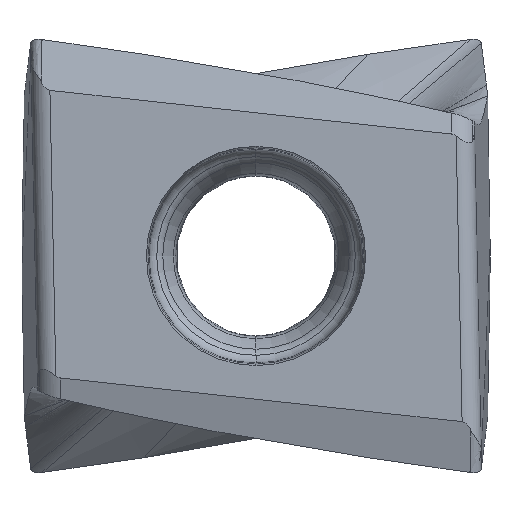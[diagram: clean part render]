
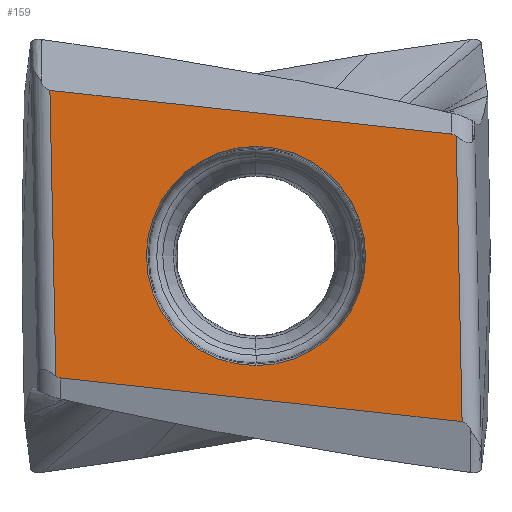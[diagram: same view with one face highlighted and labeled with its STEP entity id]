
A CAD part, front view. The second image highlights one B-rep face of the part: STEP entity #159.
In plain terms, the highlighted planar face has unit normal (0, -1, 0).
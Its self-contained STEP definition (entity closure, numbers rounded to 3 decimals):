
#109=PLANE('',#2319);
#131=FACE_BOUND('',#405,.T.);
#132=FACE_BOUND('',#406,.T.);
#159=ADVANCED_FACE('',(#131,#132),#109,.T.);
#405=EDGE_LOOP('',(#755,#756,#757,#758,#759,#760));
#406=EDGE_LOOP('',(#761,#762,#763,#764));
#525=LINE('',#3047,#627);
#526=LINE('',#3049,#628);
#527=LINE('',#3058,#629);
#528=LINE('',#3060,#630);
#627=VECTOR('',#2499,1.);
#628=VECTOR('',#2500,1.);
#629=VECTOR('',#2501,1.);
#630=VECTOR('',#2502,1.);
#755=ORIENTED_EDGE('',*,*,#1603,.F.);
#756=ORIENTED_EDGE('',*,*,#1604,.T.);
#757=ORIENTED_EDGE('',*,*,#1605,.F.);
#758=ORIENTED_EDGE('',*,*,#1606,.F.);
#759=ORIENTED_EDGE('',*,*,#1607,.T.);
#760=ORIENTED_EDGE('',*,*,#1608,.F.);
#761=ORIENTED_EDGE('',*,*,#1601,.T.);
#762=ORIENTED_EDGE('',*,*,#1599,.T.);
#763=ORIENTED_EDGE('',*,*,#1598,.T.);
#764=ORIENTED_EDGE('',*,*,#1602,.T.);
#1389=VERTEX_POINT('',#3028);
#1390=VERTEX_POINT('',#3030);
#1391=VERTEX_POINT('',#3032);
#1392=VERTEX_POINT('',#3036);
#1393=VERTEX_POINT('',#3045);
#1394=VERTEX_POINT('',#3046);
#1395=VERTEX_POINT('',#3048);
#1396=VERTEX_POINT('',#3050);
#1397=VERTEX_POINT('',#3057);
#1398=VERTEX_POINT('',#3059);
#1598=EDGE_CURVE('',#1390,#1389,#2156,.T.);
#1599=EDGE_CURVE('',#1391,#1390,#2157,.T.);
#1601=EDGE_CURVE('',#1392,#1391,#2159,.T.);
#1602=EDGE_CURVE('',#1389,#1392,#2160,.T.);
#1603=EDGE_CURVE('',#1393,#1394,#1931,.T.);
#1604=EDGE_CURVE('',#1393,#1395,#525,.T.);
#1605=EDGE_CURVE('',#1396,#1395,#526,.T.);
#1606=EDGE_CURVE('',#1397,#1396,#1932,.T.);
#1607=EDGE_CURVE('',#1397,#1398,#527,.T.);
#1608=EDGE_CURVE('',#1394,#1398,#528,.T.);
#1931=B_SPLINE_CURVE_WITH_KNOTS('',3,(#3039,#3040,#3041,#3042,#3043,#3044),
 .UNSPECIFIED.,.F.,.F.,(4,1,1,4),(0.,0.333,0.667,1.),
 .UNSPECIFIED.);
#1932=B_SPLINE_CURVE_WITH_KNOTS('',3,(#3051,#3052,#3053,#3054,#3055,#3056),
 .UNSPECIFIED.,.F.,.F.,(4,1,1,4),(0.,0.333,0.667,1.),
 .UNSPECIFIED.);
#2156=CIRCLE('',#2312,2.058);
#2157=CIRCLE('',#2313,2.058);
#2159=CIRCLE('',#2316,2.058);
#2160=CIRCLE('',#2317,2.058);
#2312=AXIS2_PLACEMENT_3D('',#3029,#2485,#2486);
#2313=AXIS2_PLACEMENT_3D('',#3031,#2487,#2488);
#2316=AXIS2_PLACEMENT_3D('',#3035,#2493,#2494);
#2317=AXIS2_PLACEMENT_3D('',#3037,#2495,#2496);
#2319=AXIS2_PLACEMENT_3D('',#3061,#2503,#2504);
#2485=DIRECTION('',(0.,1.,0.));
#2486=DIRECTION('',(0.008,0.,1.));
#2487=DIRECTION('',(0.,1.,0.));
#2488=DIRECTION('',(0.,0.,1.));
#2493=DIRECTION('',(0.,1.,0.));
#2494=DIRECTION('',(-0.008,0.,-1.));
#2495=DIRECTION('',(0.,1.,0.));
#2496=DIRECTION('',(0.,0.,-1.));
#2499=DIRECTION('',(-0.994,0.,0.108));
#2500=DIRECTION('',(-0.021,0.,1.));
#2501=DIRECTION('',(0.994,0.,-0.108));
#2502=DIRECTION('',(0.021,0.,-1.));
#2503=DIRECTION('',(0.,-1.,0.));
#2504=DIRECTION('',(1.,0.,0.021));
#3028=CARTESIAN_POINT('',(0.,0.,-2.058));
#3029=CARTESIAN_POINT('',(0.,0.,0.));
#3030=CARTESIAN_POINT('',(0.016,0.,2.058));
#3031=CARTESIAN_POINT('',(0.,0.,0.));
#3032=CARTESIAN_POINT('',(0.,0.,2.058));
#3035=CARTESIAN_POINT('',(0.,0.,0.));
#3036=CARTESIAN_POINT('',(-0.016,0.,-2.058));
#3037=CARTESIAN_POINT('',(0.,0.,0.));
#3039=CARTESIAN_POINT('',(3.675,0.,2.29));
#3040=CARTESIAN_POINT('',(3.684,0.,2.289));
#3041=CARTESIAN_POINT('',(3.702,0.,2.285));
#3042=CARTESIAN_POINT('',(3.731,0.,2.272));
#3043=CARTESIAN_POINT('',(3.75,0.,2.26));
#3044=CARTESIAN_POINT('',(3.759,0.,2.253));
#3045=CARTESIAN_POINT('',(3.675,0.,2.29));
#3046=CARTESIAN_POINT('',(3.759,0.,2.253));
#3047=CARTESIAN_POINT('',(3.675,0.,2.29));
#3048=CARTESIAN_POINT('',(-3.87,0.,3.111));
#3049=CARTESIAN_POINT('',(-3.759,0.,-2.253));
#3050=CARTESIAN_POINT('',(-3.759,0.,-2.253));
#3051=CARTESIAN_POINT('',(-3.675,0.,-2.29));
#3052=CARTESIAN_POINT('',(-3.684,0.,-2.289));
#3053=CARTESIAN_POINT('',(-3.702,0.,-2.285));
#3054=CARTESIAN_POINT('',(-3.731,0.,-2.272));
#3055=CARTESIAN_POINT('',(-3.75,0.,-2.26));
#3056=CARTESIAN_POINT('',(-3.759,0.,-2.253));
#3057=CARTESIAN_POINT('',(-3.675,0.,-2.29));
#3058=CARTESIAN_POINT('',(-3.675,0.,-2.29));
#3059=CARTESIAN_POINT('',(3.87,0.,-3.111));
#3060=CARTESIAN_POINT('',(3.759,0.,2.253));
#3061=CARTESIAN_POINT('',(-3.659,0.,-7.077));
